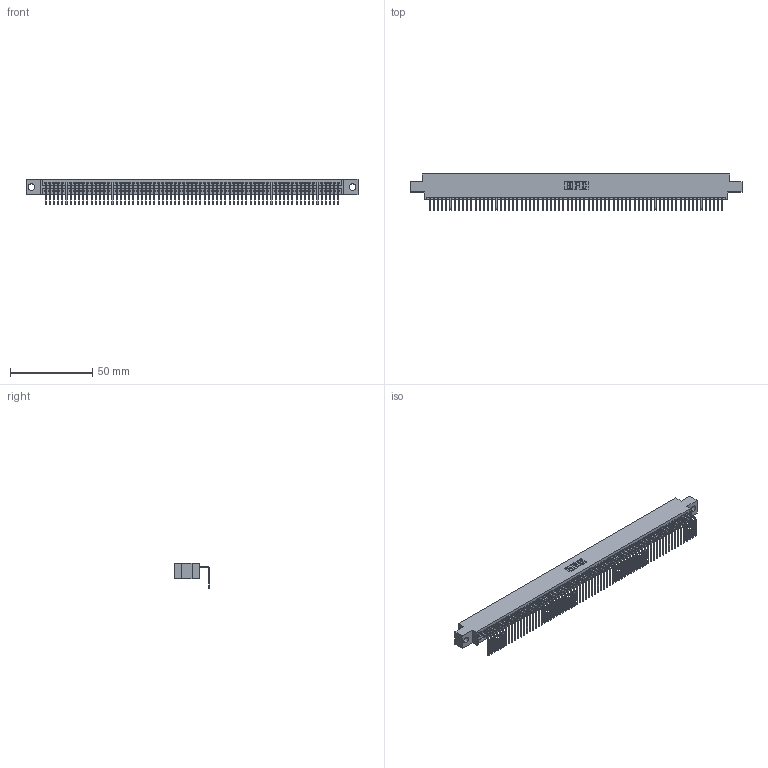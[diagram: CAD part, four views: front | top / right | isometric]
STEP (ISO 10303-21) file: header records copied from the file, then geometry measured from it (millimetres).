
FILE_DESCRIPTION (( 'STEP AP203' ), '1' );
FILE_NAME ('345-071-558-604.STEP', '2021-06-10T15:33:22', ( '' ), ( '' ), 'SwSTEP 2.0', 'SolidWorks 2020', '' );
FILE_SCHEMA (( 'CONFIG_CONTROL_DESIGN' ));
Length unit declared in the file: inch
Products named in the file (3): 345-292-001_558 Tail - 2; 345 Part_0.170 Offset - 0.156 Dia-TI; 345-071-558-604
Assembly tree (72 placements, depth 2):
  345-071-558-604
    345 Part_0.170 Offset - 0.156 Dia-TI
    345-292-001_558 Tail - 2  x71
Bounding box: 201.55 x 21.83 x 15.37 mm (x, y, z)
Volume: 19398.1 mm3; surface area: 27531.5 mm2
Topology: 72 solids, 72 shells, 4404 faces, 13311 edges, 8778 vertices
Faces by surface type: plane 3080, cylinder 1324
Entity records: 50167 total; most frequent: ORIENTED_EDGE 8702, CARTESIAN_POINT 8699, DIRECTION 7553, EDGE_CURVE 4351, LINE 3935, VECTOR 3935, VERTEX_POINT 2898, AXIS2_PLACEMENT_3D 1809
